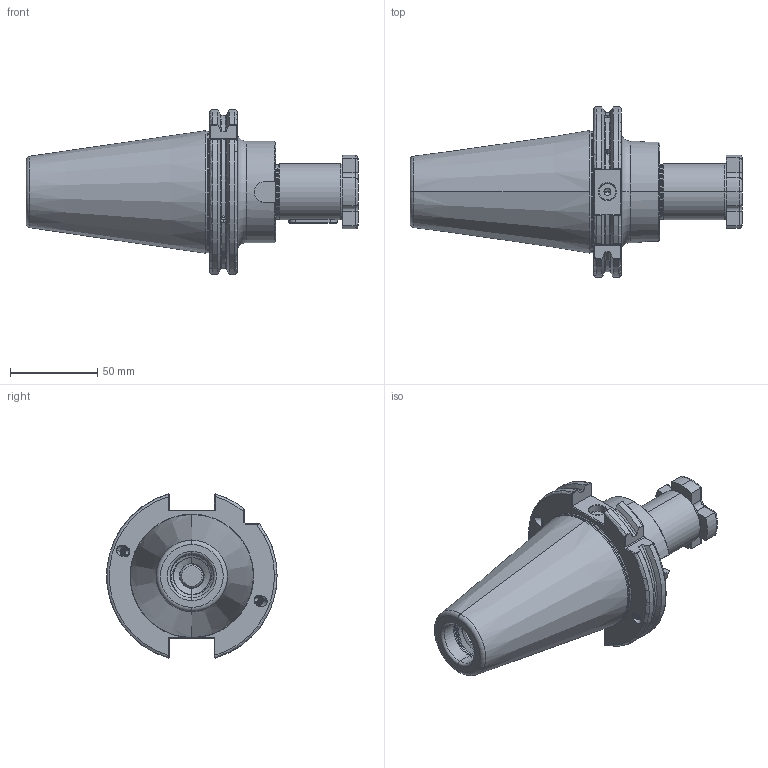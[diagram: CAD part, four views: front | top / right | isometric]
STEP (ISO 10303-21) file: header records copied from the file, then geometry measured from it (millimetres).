
FILE_DESCRIPTION (( 'STEP AP203' ), '1' );
FILE_NAME ('503.10.32.STEP', '2016-07-23T00:43:48', ( '' ), ( '' ), 'SwSTEP 2.0', 'SolidWorks 2012', '' );
FILE_SCHEMA (( 'CONFIG_CONTROL_DESIGN' ));
Length unit declared in the file: millimetre
Products named in the file (4): 503.10.32; 十字螺絲FMB32; SC32用鍵_8x7x28L
Assembly tree (3 placements, depth 2):
  503.10.32
    503.10.32
    十字螺絲FMB32
    SC32用鍵_8x7x28L
Bounding box: 189.75 x 97.32 x 93.81 mm (x, y, z)
Volume: 406652.1 mm3; surface area: 64527.2 mm2
Topology: 3 solids, 3 shells, 407 faces, 1092 edges, 682 vertices
Faces by surface type: cylinder 194, plane 82, cone 51, torus 51, bspline 29
Entity records: 30243 total; most frequent: CARTESIAN_POINT 20743, ORIENTED_EDGE 2156, DIRECTION 1649, EDGE_CURVE 1078, VERTEX_POINT 682, AXIS2_PLACEMENT_3D 637, EDGE_LOOP 424, ADVANCED_FACE 407
